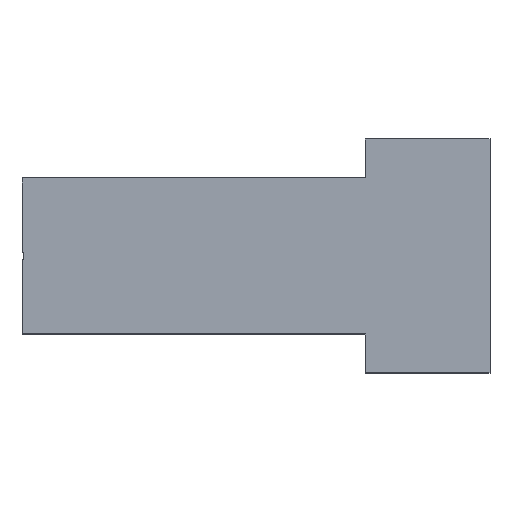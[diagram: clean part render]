
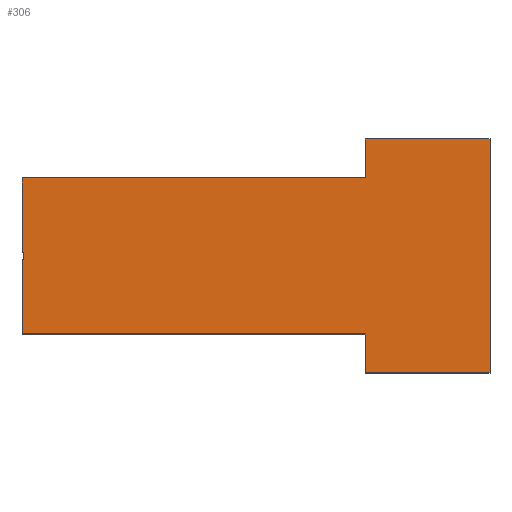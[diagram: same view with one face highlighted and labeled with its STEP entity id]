
A CAD part, top view. The second image highlights one B-rep face of the part: STEP entity #306.
In plain terms, the highlighted planar face has unit normal (0, 0, 1).
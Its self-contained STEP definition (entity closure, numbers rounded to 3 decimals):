
#5 = ORIENTED_EDGE ( 'NONE', *, *, #495, .T. ) ;
#6 = ORIENTED_EDGE ( 'NONE', *, *, #152, .T. ) ;
#10 = VECTOR ( 'NONE', #24, 1000. ) ;
#11 = VERTEX_POINT ( 'NONE', #353 ) ;
#17 = VECTOR ( 'NONE', #62, 1000. ) ;
#24 = DIRECTION ( 'NONE',  ( 0., -1., 0. ) ) ;
#27 = CARTESIAN_POINT ( 'NONE',  ( 60., -15., 1. ) ) ;
#31 = VECTOR ( 'NONE', #33, 1000. ) ;
#32 = EDGE_CURVE ( 'NONE', #190, #366, #170, .T. ) ;
#33 = DIRECTION ( 'NONE',  ( 0., 1., 0. ) ) ;
#43 = VERTEX_POINT ( 'NONE', #156 ) ;
#47 = EDGE_CURVE ( 'NONE', #358, #312, #357, .T. ) ;
#51 = EDGE_CURVE ( 'NONE', #124, #445, #106, .T. ) ;
#54 = LINE ( 'NONE', #488, #341 ) ;
#59 = CARTESIAN_POINT ( 'NONE',  ( 0.2, 0.5, 1. ) ) ;
#62 = DIRECTION ( 'NONE',  ( 0., -1., 0. ) ) ;
#68 = CARTESIAN_POINT ( 'NONE',  ( 0., 10., 1. ) ) ;
#69 = CARTESIAN_POINT ( 'NONE',  ( 40., -10., 1. ) ) ;
#82 = CARTESIAN_POINT ( 'NONE',  ( 0., 10., 1. ) ) ;
#100 = VECTOR ( 'NONE', #340, 1000. ) ;
#106 = LINE ( 'NONE', #424, #17 ) ;
#124 = VERTEX_POINT ( 'NONE', #82 ) ;
#127 = DIRECTION ( 'NONE',  ( 0., -1., 0. ) ) ;
#129 = CARTESIAN_POINT ( 'NONE',  ( 60., 15., 1. ) ) ;
#136 = LINE ( 'NONE', #296, #466 ) ;
#138 = PLANE ( 'NONE',  #482 ) ;
#143 = DIRECTION ( 'NONE',  ( -1., 0., 0. ) ) ;
#146 = DIRECTION ( 'NONE',  ( -1., 0., 0. ) ) ;
#148 = CARTESIAN_POINT ( 'NONE',  ( 0., -10., 1. ) ) ;
#150 = CARTESIAN_POINT ( 'NONE',  ( 0.2, 0., 1. ) ) ;
#152 = EDGE_CURVE ( 'NONE', #190, #43, #471, .T. ) ;
#156 = CARTESIAN_POINT ( 'NONE',  ( 44., -15., 1. ) ) ;
#157 = VERTEX_POINT ( 'NONE', #261 ) ;
#160 = EDGE_CURVE ( 'NONE', #467, #11, #489, .T. ) ;
#170 = LINE ( 'NONE', #69, #293 ) ;
#171 = EDGE_CURVE ( 'NONE', #11, #124, #54, .T. ) ;
#178 = LINE ( 'NONE', #27, #100 ) ;
#182 = CARTESIAN_POINT ( 'NONE',  ( 0., 0.5, 1. ) ) ;
#190 = VERTEX_POINT ( 'NONE', #456 ) ;
#193 = DIRECTION ( 'NONE',  ( 0., 1., 0. ) ) ;
#195 = ORIENTED_EDGE ( 'NONE', *, *, #32, .F. ) ;
#200 = DIRECTION ( 'NONE',  ( -1., 0., 0. ) ) ;
#206 = EDGE_LOOP ( 'NONE', ( #449, #403, #399, #359, #279, #195, #6, #440, #406, #5, #391, #475 ) ) ;
#208 = VECTOR ( 'NONE', #352, 1000. ) ;
#227 = DIRECTION ( 'NONE',  ( 0., 0., -1. ) ) ;
#240 = EDGE_CURVE ( 'NONE', #316, #43, #178, .T. ) ;
#247 = LINE ( 'NONE', #356, #476 ) ;
#248 = CARTESIAN_POINT ( 'NONE',  ( 44., 10., 1. ) ) ;
#260 = VECTOR ( 'NONE', #344, 1000. ) ;
#261 = CARTESIAN_POINT ( 'NONE',  ( 0., -0.5, 1. ) ) ;
#266 = VECTOR ( 'NONE', #200, 1000. ) ;
#279 = ORIENTED_EDGE ( 'NONE', *, *, #355, .T. ) ;
#293 = VECTOR ( 'NONE', #146, 1000. ) ;
#295 = EDGE_CURVE ( 'NONE', #312, #445, #136, .T. ) ;
#296 = CARTESIAN_POINT ( 'NONE',  ( 0.2, 0.5, 1. ) ) ;
#298 = CARTESIAN_POINT ( 'NONE',  ( 40., 10., 1. ) ) ;
#306 = ADVANCED_FACE ( 'NONE', ( #486 ), #138, .F. ) ;
#312 = VERTEX_POINT ( 'NONE', #59 ) ;
#316 = VERTEX_POINT ( 'NONE', #389 ) ;
#317 = VERTEX_POINT ( 'NONE', #426 ) ;
#340 = DIRECTION ( 'NONE',  ( -1., 0., 0. ) ) ;
#341 = VECTOR ( 'NONE', #143, 1000. ) ;
#343 = LINE ( 'NONE', #490, #260 ) ;
#344 = DIRECTION ( 'NONE',  ( 0., -1., 0. ) ) ;
#345 = EDGE_CURVE ( 'NONE', #317, #316, #343, .T. ) ;
#349 = CARTESIAN_POINT ( 'NONE',  ( 0.2, -0.5, 1. ) ) ;
#352 = DIRECTION ( 'NONE',  ( 0., -1., 0. ) ) ;
#353 = CARTESIAN_POINT ( 'NONE',  ( 44., 10., 1. ) ) ;
#355 = EDGE_CURVE ( 'NONE', #157, #366, #383, .T. ) ;
#356 = CARTESIAN_POINT ( 'NONE',  ( 0.2, -0.5, 1. ) ) ;
#357 = LINE ( 'NONE', #150, #31 ) ;
#358 = VERTEX_POINT ( 'NONE', #349 ) ;
#359 = ORIENTED_EDGE ( 'NONE', *, *, #491, .T. ) ;
#366 = VERTEX_POINT ( 'NONE', #148 ) ;
#383 = LINE ( 'NONE', #68, #208 ) ;
#389 = CARTESIAN_POINT ( 'NONE',  ( 60., -15., 1. ) ) ;
#391 = ORIENTED_EDGE ( 'NONE', *, *, #160, .T. ) ;
#399 = ORIENTED_EDGE ( 'NONE', *, *, #47, .F. ) ;
#403 = ORIENTED_EDGE ( 'NONE', *, *, #295, .F. ) ;
#406 = ORIENTED_EDGE ( 'NONE', *, *, #345, .F. ) ;
#424 = CARTESIAN_POINT ( 'NONE',  ( 0., 10., 1. ) ) ;
#426 = CARTESIAN_POINT ( 'NONE',  ( 60., 15., 1. ) ) ;
#438 = LINE ( 'NONE', #129, #266 ) ;
#440 = ORIENTED_EDGE ( 'NONE', *, *, #240, .F. ) ;
#442 = DIRECTION ( 'NONE',  ( -1., 0., 0. ) ) ;
#445 = VERTEX_POINT ( 'NONE', #182 ) ;
#449 = ORIENTED_EDGE ( 'NONE', *, *, #51, .T. ) ;
#453 = DIRECTION ( 'NONE',  ( -1., 0., 0. ) ) ;
#455 = VECTOR ( 'NONE', #127, 1000. ) ;
#456 = CARTESIAN_POINT ( 'NONE',  ( 44., -10., 1. ) ) ;
#464 = CARTESIAN_POINT ( 'NONE',  ( 44., 15., 1. ) ) ;
#466 = VECTOR ( 'NONE', #453, 1000. ) ;
#467 = VERTEX_POINT ( 'NONE', #464 ) ;
#471 = LINE ( 'NONE', #248, #455 ) ;
#475 = ORIENTED_EDGE ( 'NONE', *, *, #171, .T. ) ;
#476 = VECTOR ( 'NONE', #442, 1000. ) ;
#482 = AXIS2_PLACEMENT_3D ( 'NONE', #298, #227, #193 ) ;
#485 = CARTESIAN_POINT ( 'NONE',  ( 44., 10., 1. ) ) ;
#486 = FACE_OUTER_BOUND ( 'NONE', #206, .T. ) ;
#488 = CARTESIAN_POINT ( 'NONE',  ( 40., 10., 1. ) ) ;
#489 = LINE ( 'NONE', #485, #10 ) ;
#490 = CARTESIAN_POINT ( 'NONE',  ( 60., -10., 1. ) ) ;
#491 = EDGE_CURVE ( 'NONE', #358, #157, #247, .T. ) ;
#495 = EDGE_CURVE ( 'NONE', #317, #467, #438, .T. ) ;
